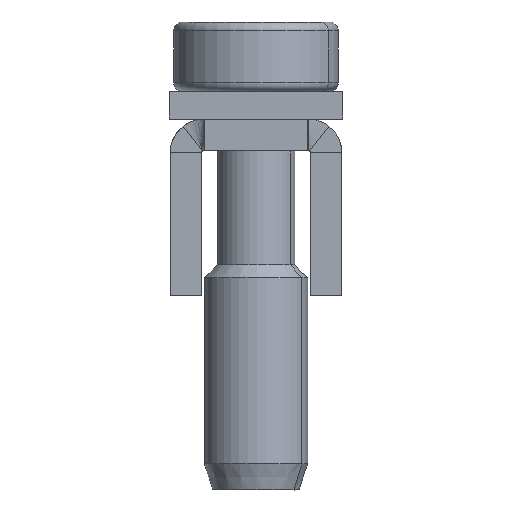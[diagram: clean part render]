
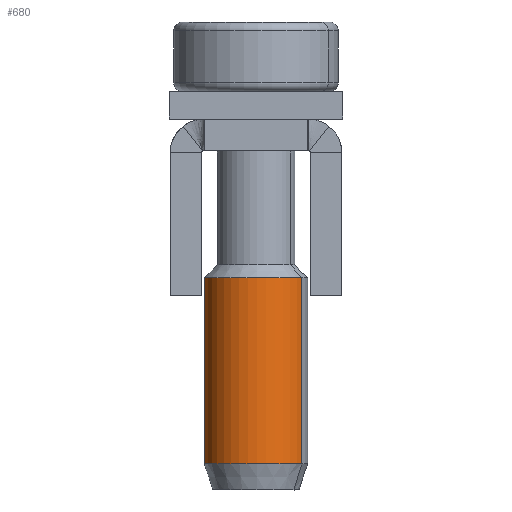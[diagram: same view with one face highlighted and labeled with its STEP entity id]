
A CAD part, left-side view. The second image highlights one B-rep face of the part: STEP entity #680.
In plain terms, the highlighted cylindrical face has radius 3 mm (diameter 6 mm), a partial arc.
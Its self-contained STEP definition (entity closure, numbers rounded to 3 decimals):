
#628=AXIS2_PLACEMENT_3D('Circle Axis2P3D',#626,#627,$) ;
#641=AXIS2_PLACEMENT_3D('Cylinder Axis2P3D',#638,#639,#640) ;
#671=AXIS2_PLACEMENT_3D('Circle Axis2P3D',#669,#670,$) ;
#604=CARTESIAN_POINT('Vertex',(6.062,2.367,12.25)) ;
#611=CARTESIAN_POINT('Vertex',(8.938,7.633,12.25)) ;
#626=CARTESIAN_POINT('Axis2P3D Location',(7.5,5.,12.25)) ;
#638=CARTESIAN_POINT('Axis2P3D Location',(7.5,5.,13.5)) ;
#643=CARTESIAN_POINT('Line Origine',(6.062,2.367,13.5)) ;
#647=CARTESIAN_POINT('Vertex',(6.062,2.367,1.5)) ;
#654=CARTESIAN_POINT('Vertex',(8.938,7.633,1.5)) ;
#657=CARTESIAN_POINT('Line Origine',(8.938,7.633,13.5)) ;
#669=CARTESIAN_POINT('Axis2P3D Location',(7.5,5.,1.5)) ;
#627=DIRECTION('Axis2P3D Direction',(0.,0.,-1.)) ;
#639=DIRECTION('Axis2P3D Direction',(0.,0.,-1.)) ;
#640=DIRECTION('Axis2P3D XDirection',(0.479,0.878,0.)) ;
#644=DIRECTION('Vector Direction',(0.,0.,-1.)) ;
#658=DIRECTION('Vector Direction',(0.,0.,-1.)) ;
#670=DIRECTION('Axis2P3D Direction',(0.,0.,-1.)) ;
#645=VECTOR('Line Direction',#644,1.) ;
#659=VECTOR('Line Direction',#658,1.) ;
#675=ORIENTED_EDGE('',*,*,#661,.T.) ;
#676=ORIENTED_EDGE('',*,*,#673,.F.) ;
#677=ORIENTED_EDGE('',*,*,#649,.F.) ;
#678=ORIENTED_EDGE('',*,*,#630,.T.) ;
#680=ADVANCED_FACE('screw',(#679),#642,.T.) ;
#629=CIRCLE('generated circle',#628,3.) ;
#672=CIRCLE('generated circle',#671,3.) ;
#642=CYLINDRICAL_SURFACE('generated cylinder',#641,3.) ;
#630=EDGE_CURVE('',#605,#612,#629,.T.) ;
#649=EDGE_CURVE('',#605,#648,#646,.T.) ;
#661=EDGE_CURVE('',#612,#655,#660,.T.) ;
#673=EDGE_CURVE('',#648,#655,#672,.T.) ;
#674=EDGE_LOOP('',(#675,#676,#677,#678)) ;
#679=FACE_OUTER_BOUND('',#674,.T.) ;
#646=LINE('Line',#643,#645) ;
#660=LINE('Line',#657,#659) ;
#605=VERTEX_POINT('',#604) ;
#612=VERTEX_POINT('',#611) ;
#648=VERTEX_POINT('',#647) ;
#655=VERTEX_POINT('',#654) ;
